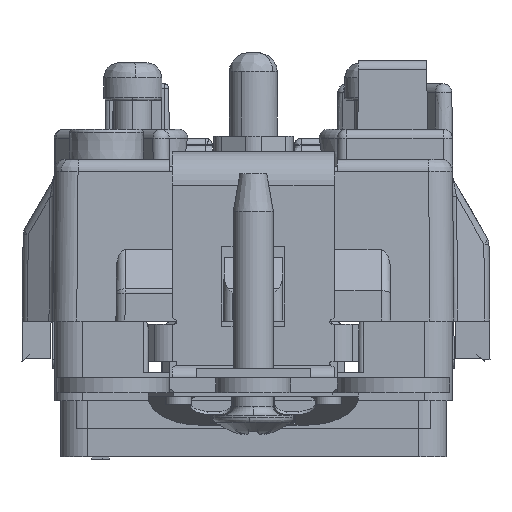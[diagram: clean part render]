
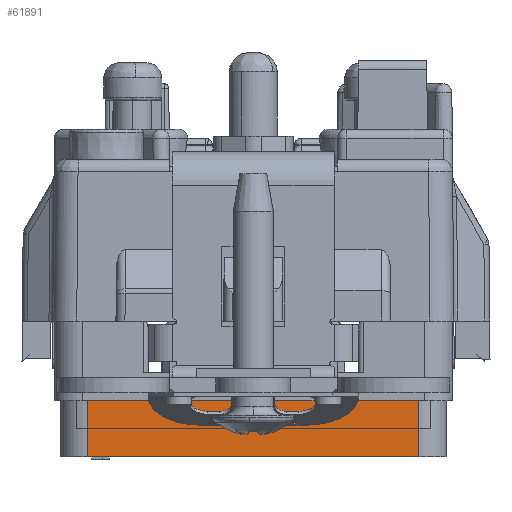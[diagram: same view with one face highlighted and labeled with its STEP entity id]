
A CAD part, front view. The second image highlights one B-rep face of the part: STEP entity #61891.
In plain terms, the highlighted planar face has unit normal (0, -1, 0).
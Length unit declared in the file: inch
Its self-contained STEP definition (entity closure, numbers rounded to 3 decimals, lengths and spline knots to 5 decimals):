
#1971 = CARTESIAN_POINT ( 'NONE',  ( -0.55212, -1.305, -0.42688 ) ) ;
#5293 = CARTESIAN_POINT ( 'NONE',  ( 0.552, -1.305, -0.427 ) ) ;
#8170 = CARTESIAN_POINT ( 'NONE',  ( -0.552, -1.305, -0.614 ) ) ;
#8196 = VECTOR ( 'NONE', #47118, 39.37008 ) ;
#8832 = LINE ( 'NONE', #61582, #54776 ) ;
#13425 = LINE ( 'NONE', #54500, #8196 ) ;
#19226 = CARTESIAN_POINT ( 'NONE',  ( -0.55212, -1.305, -0.427 ) ) ;
#20865 = DIRECTION ( 'NONE',  ( 0., 0., 1. ) ) ;
#27742 = EDGE_CURVE ( 'NONE', #35523, #50396, #8832, .T. ) ;
#28676 = DIRECTION ( 'NONE',  ( -1., 0., 0. ) ) ;
#35523 = VERTEX_POINT ( 'NONE', #79598 ) ;
#37760 = EDGE_LOOP ( 'NONE', ( #51756, #82986, #54506, #77384 ) ) ;
#39518 = DIRECTION ( 'NONE',  ( 1., 0., 0. ) ) ;
#39956 = FACE_OUTER_BOUND ( 'NONE', #37760, .T. ) ;
#46453 = PLANE ( 'NONE',  #62635 ) ;
#47118 = DIRECTION ( 'NONE',  ( 0., 0., -1. ) ) ;
#50396 = VERTEX_POINT ( 'NONE', #8170 ) ;
#51756 = ORIENTED_EDGE ( 'NONE', *, *, #77876, .F. ) ;
#53337 = CARTESIAN_POINT ( 'NONE',  ( -0.552, -1.305, -0.61412 ) ) ;
#54500 = CARTESIAN_POINT ( 'NONE',  ( 0.552, -1.305, -0.42688 ) ) ;
#54506 = ORIENTED_EDGE ( 'NONE', *, *, #77447, .F. ) ;
#54776 = VECTOR ( 'NONE', #28676, 39.37008 ) ;
#55525 = CARTESIAN_POINT ( 'NONE',  ( -0.552, -1.305, -0.427 ) ) ;
#58600 = EDGE_CURVE ( 'NONE', #84543, #70686, #58972, .T. ) ;
#58972 = LINE ( 'NONE', #19226, #71849 ) ;
#60717 = DIRECTION ( 'NONE',  ( 0., 1., 0. ) ) ;
#61582 = CARTESIAN_POINT ( 'NONE',  ( 0.64512, -1.305, -0.614 ) ) ;
#61891 = ADVANCED_FACE ( 'NONE', ( #39956 ), #46453, .F. ) ;
#62635 = AXIS2_PLACEMENT_3D ( 'NONE', #1971, #60717, #72921 ) ;
#70686 = VERTEX_POINT ( 'NONE', #5293 ) ;
#71849 = VECTOR ( 'NONE', #39518, 39.37008 ) ;
#72921 = DIRECTION ( 'NONE',  ( 0., 0., 1. ) ) ;
#77384 = ORIENTED_EDGE ( 'NONE', *, *, #58600, .F. ) ;
#77447 = EDGE_CURVE ( 'NONE', #70686, #35523, #13425, .T. ) ;
#77468 = VECTOR ( 'NONE', #20865, 39.37008 ) ;
#77876 = EDGE_CURVE ( 'NONE', #50396, #84543, #79772, .T. ) ;
#79598 = CARTESIAN_POINT ( 'NONE',  ( 0.552, -1.305, -0.614 ) ) ;
#79772 = LINE ( 'NONE', #53337, #77468 ) ;
#82986 = ORIENTED_EDGE ( 'NONE', *, *, #27742, .F. ) ;
#84543 = VERTEX_POINT ( 'NONE', #55525 ) ;
